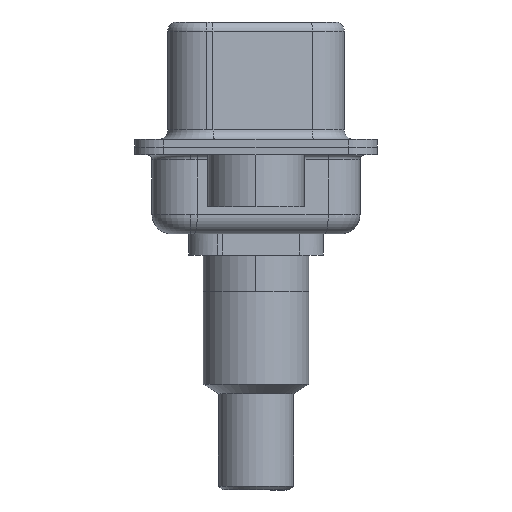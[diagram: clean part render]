
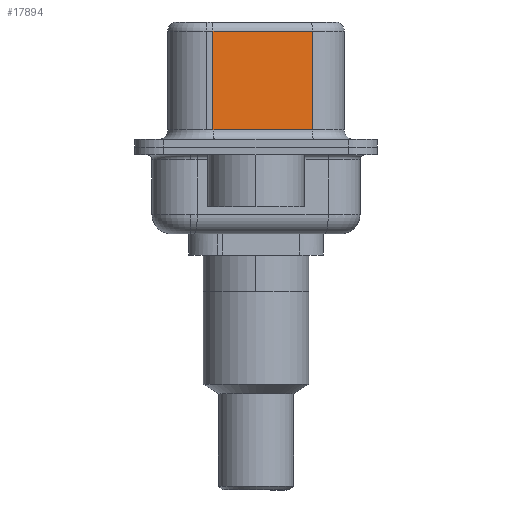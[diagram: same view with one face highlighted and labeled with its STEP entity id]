
A CAD part, left-side view. The second image highlights one B-rep face of the part: STEP entity #17894.
In plain terms, the highlighted planar face has unit normal (-0.985, -0.174, 0).
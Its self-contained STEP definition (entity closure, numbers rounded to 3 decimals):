
#112 = ORIENTED_EDGE ( 'NONE', *, *, #2066, .T. ) ;
#269 = DIRECTION ( 'NONE',  ( -0.174, 0.985, 0. ) ) ;
#695 = LINE ( 'NONE', #19422, #5362 ) ;
#1475 = VERTEX_POINT ( 'NONE', #12935 ) ;
#1516 = EDGE_CURVE ( 'NONE', #1659, #3958, #695, .T. ) ;
#1526 = CARTESIAN_POINT ( 'NONE',  ( 4.565, -2.927, 6.02 ) ) ;
#1659 = VERTEX_POINT ( 'NONE', #1526 ) ;
#2066 = EDGE_CURVE ( 'NONE', #1475, #11146, #4846, .T. ) ;
#2178 = CARTESIAN_POINT ( 'NONE',  ( 4.565, -2.927, 0.9 ) ) ;
#2989 = ORIENTED_EDGE ( 'NONE', *, *, #15105, .T. ) ;
#3041 = AXIS2_PLACEMENT_3D ( 'NONE', #19052, #9619, #269 ) ;
#3400 = CARTESIAN_POINT ( 'NONE',  ( 4.565, -2.927, 0.9 ) ) ;
#3958 = VERTEX_POINT ( 'NONE', #2178 ) ;
#4846 = LINE ( 'NONE', #15538, #5830 ) ;
#5362 = VECTOR ( 'NONE', #16632, 1000. ) ;
#5830 = VECTOR ( 'NONE', #15534, 1000. ) ;
#5848 = VECTOR ( 'NONE', #12816, 1000. ) ;
#6806 = EDGE_LOOP ( 'NONE', ( #8542, #12403, #112, #2989 ) ) ;
#8379 = CARTESIAN_POINT ( 'NONE',  ( 3.655, 2.233, 0.9 ) ) ;
#8542 = ORIENTED_EDGE ( 'NONE', *, *, #1516, .F. ) ;
#8570 = CARTESIAN_POINT ( 'NONE',  ( 4.565, -2.927, 6.02 ) ) ;
#9281 = EDGE_CURVE ( 'NONE', #1659, #1475, #18301, .T. ) ;
#9619 = DIRECTION ( 'NONE',  ( 0.985, 0.174, 0. ) ) ;
#9894 = VECTOR ( 'NONE', #14797, 1000. ) ;
#11146 = VERTEX_POINT ( 'NONE', #8379 ) ;
#12403 = ORIENTED_EDGE ( 'NONE', *, *, #9281, .T. ) ;
#12779 = PLANE ( 'NONE',  #3041 ) ;
#12816 = DIRECTION ( 'NONE',  ( 0.174, -0.985, 0. ) ) ;
#12935 = CARTESIAN_POINT ( 'NONE',  ( 3.655, 2.233, 6.02 ) ) ;
#13719 = LINE ( 'NONE', #3400, #5848 ) ;
#14111 = FACE_OUTER_BOUND ( 'NONE', #6806, .T. ) ;
#14797 = DIRECTION ( 'NONE',  ( -0.174, 0.985, 0. ) ) ;
#15105 = EDGE_CURVE ( 'NONE', #11146, #3958, #13719, .T. ) ;
#15534 = DIRECTION ( 'NONE',  ( 0., 0., -1. ) ) ;
#15538 = CARTESIAN_POINT ( 'NONE',  ( 3.655, 2.233, 6.52 ) ) ;
#16632 = DIRECTION ( 'NONE',  ( 0., 0., -1. ) ) ;
#17894 = ADVANCED_FACE ( 'NONE', ( #14111 ), #12779, .F. ) ;
#18301 = LINE ( 'NONE', #8570, #9894 ) ;
#19052 = CARTESIAN_POINT ( 'NONE',  ( 4.565, -2.927, 6.52 ) ) ;
#19422 = CARTESIAN_POINT ( 'NONE',  ( 4.565, -2.927, 6.52 ) ) ;
